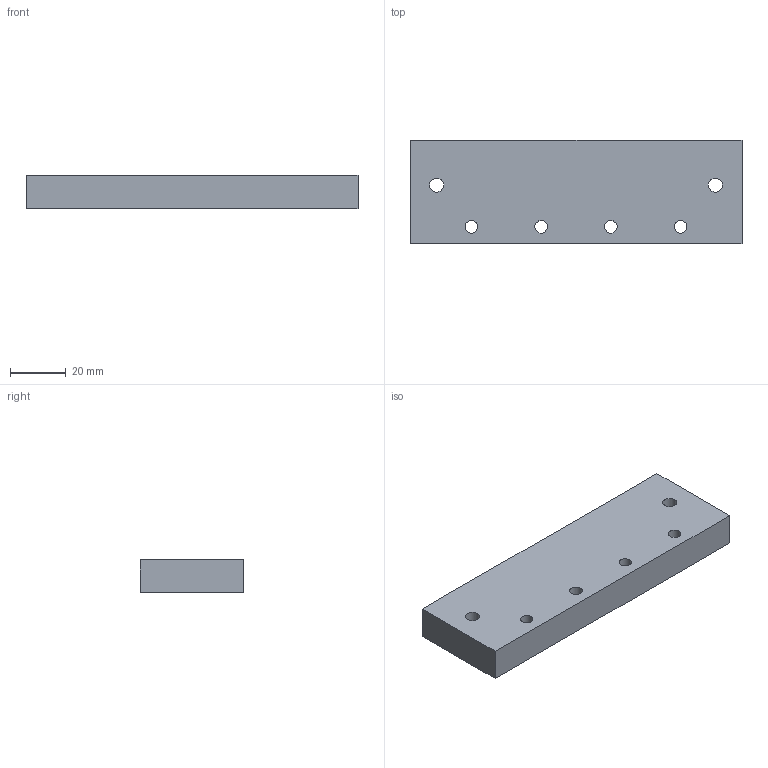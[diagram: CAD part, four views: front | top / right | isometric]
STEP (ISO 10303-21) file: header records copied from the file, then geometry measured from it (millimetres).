
FILE_DESCRIPTION(/* description */ (''),/* implementation_level */ '2;1');
FILE_NAME(/* name */ 'Injector mount base A.step',/* time_stamp */ '2024-01-08T13:11:13+09:00',/* author */ (''),/* organization */ (''),/* preprocessor_version */ 'ST-DEVELOPER v20',/* originating_system */ 'Autodesk Translation Framework v12.14.0.127',/* authorisation */ '');
FILE_SCHEMA (('AUTOMOTIVE_DESIGN { 1 0 10303 214 3 1 1 }'));
Length unit declared in the file: millimetre
Products named in the file (1): Injector mount base A
Bounding box: 119.05 x 37 x 12 mm (x, y, z)
Volume: 51001.2 mm3; surface area: 13604.1 mm2
Topology: 1 solids, 1 shells, 24 faces, 56 edges, 40 vertices
Faces by surface type: cylinder 12, plane 12
Full cylindrical faces by diameter (mm): 4.5 x4, 5.029 x2, 5.4 x2, 8 x4
Entity records: 772 total; most frequent: DIRECTION 130, CARTESIAN_POINT 121, ORIENTED_EDGE 112, EDGE_CURVE 56, AXIS2_PLACEMENT_3D 49, EDGE_LOOP 42, VERTEX_POINT 40, LINE 32
